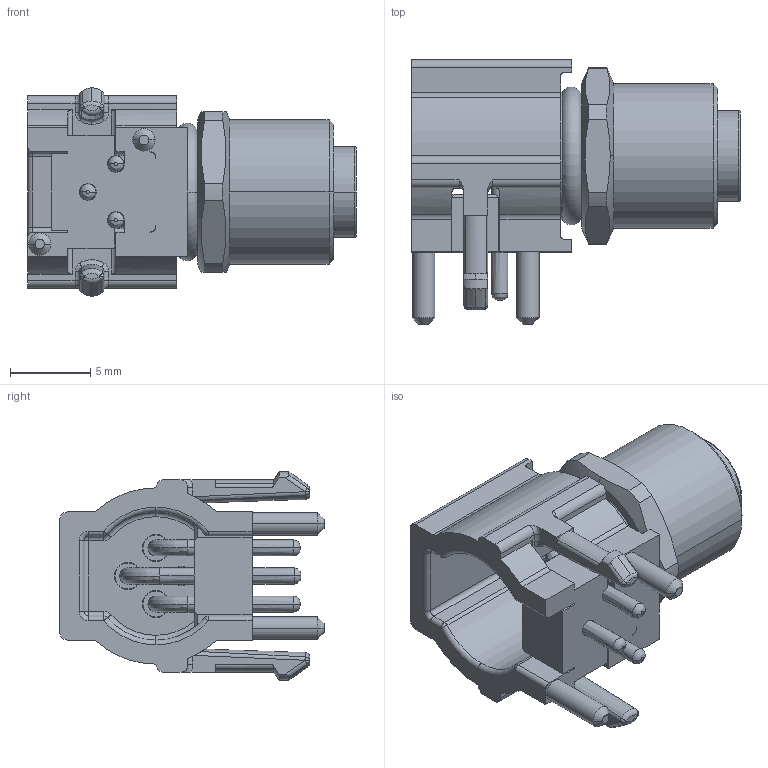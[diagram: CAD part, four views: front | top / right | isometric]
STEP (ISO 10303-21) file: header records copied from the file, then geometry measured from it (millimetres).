
FILE_DESCRIPTION((''),'2;1');
FILE_NAME('SR-M8A-03P-FF-SF7005-00AH','2020-04-27T',('Administrator'),(''),'CREO PARAMETRIC BY PTC INC, 2014350','CREO PARAMETRIC BY PTC INC, 2014350','');
FILE_SCHEMA(('CONFIG_CONTROL_DESIGN'));
Length unit declared in the file: inch
Products named in the file (1): SR-M8A-03P-FF-SF7005-00AH
Bounding box: 20.5 x 16.5 x 13 mm (x, y, z)
Volume: 1257.5 mm3; surface area: 2285 mm2
Topology: 1 solids, 1 shells, 716 faces, 1947 edges, 1239 vertices
Faces by surface type: plane 414, cylinder 152, bspline 51, cone 45, torus 32, sphere 14, extrusion 8
Entity records: 30482 total; most frequent: CARTESIAN_POINT 12756, ORIENTED_EDGE 3854, DIRECTION 3422, EDGE_CURVE 1927, VECTOR 1332, LINE 1324, VERTEX_POINT 1239, AXIS2_PLACEMENT_3D 1045
